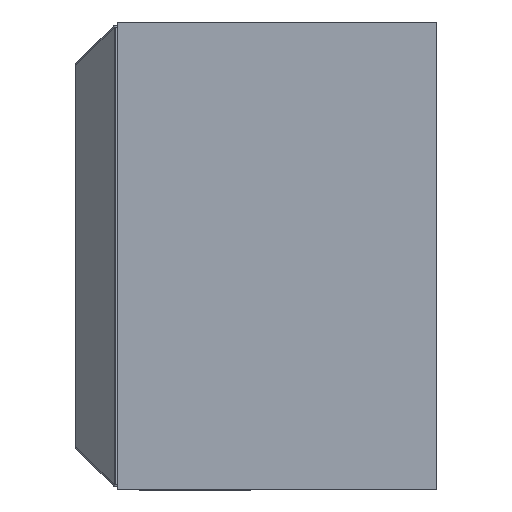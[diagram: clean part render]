
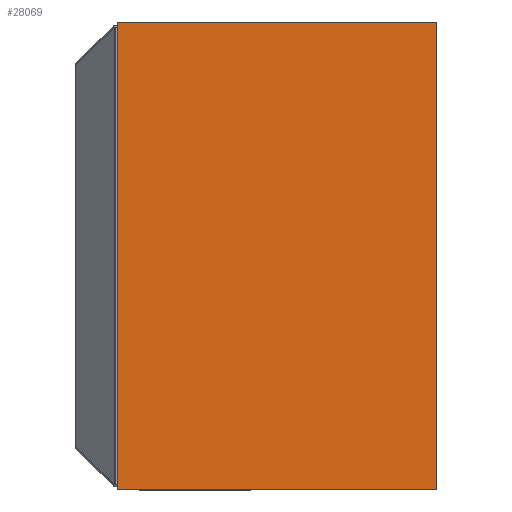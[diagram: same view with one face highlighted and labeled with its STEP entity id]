
A CAD part, left-side view. The second image highlights one B-rep face of the part: STEP entity #28069.
In plain terms, the highlighted planar face has unit normal (-1, 0, 0).
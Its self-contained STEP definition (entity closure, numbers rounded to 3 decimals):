
#147 = LINE ( 'NONE', #28730, #26935 ) ;
#705 = AXIS2_PLACEMENT_3D ( 'NONE', #23027, #30798, #13156 ) ;
#1373 = DIRECTION ( 'NONE',  ( 0., 0., 1. ) ) ;
#3565 = ORIENTED_EDGE ( 'NONE', *, *, #23595, .F. ) ;
#5099 = LINE ( 'NONE', #20815, #20676 ) ;
#6422 = EDGE_CURVE ( 'NONE', #16529, #31136, #16153, .T. ) ;
#7474 = DIRECTION ( 'NONE',  ( 0., -1., 0. ) ) ;
#8347 = CARTESIAN_POINT ( 'NONE',  ( -31.5, 15., -11. ) ) ;
#8659 = EDGE_CURVE ( 'NONE', #31136, #23081, #147, .T. ) ;
#11302 = CARTESIAN_POINT ( 'NONE',  ( -31.5, 15., -11. ) ) ;
#11499 = VECTOR ( 'NONE', #31551, 1000. ) ;
#11513 = ORIENTED_EDGE ( 'NONE', *, *, #6422, .T. ) ;
#13156 = DIRECTION ( 'NONE',  ( 0., 0., -1. ) ) ;
#14481 = VECTOR ( 'NONE', #7474, 1000. ) ;
#15760 = LINE ( 'NONE', #32060, #14481 ) ;
#16153 = LINE ( 'NONE', #11302, #11499 ) ;
#16529 = VERTEX_POINT ( 'NONE', #8347 ) ;
#17110 = CARTESIAN_POINT ( 'NONE',  ( -31.5, 0., 11. ) ) ;
#18221 = DIRECTION ( 'NONE',  ( 0., 0., 1. ) ) ;
#18884 = EDGE_LOOP ( 'NONE', ( #25981, #3565, #21817, #11513 ) ) ;
#20676 = VECTOR ( 'NONE', #18221, 1000. ) ;
#20815 = CARTESIAN_POINT ( 'NONE',  ( -31.5, 15., -11. ) ) ;
#21817 = ORIENTED_EDGE ( 'NONE', *, *, #24833, .F. ) ;
#22708 = CARTESIAN_POINT ( 'NONE',  ( -31.5, 15., 11. ) ) ;
#23027 = CARTESIAN_POINT ( 'NONE',  ( -31.5, 15., -11. ) ) ;
#23081 = VERTEX_POINT ( 'NONE', #17110 ) ;
#23595 = EDGE_CURVE ( 'NONE', #25759, #23081, #15760, .T. ) ;
#24833 = EDGE_CURVE ( 'NONE', #16529, #25759, #5099, .T. ) ;
#25759 = VERTEX_POINT ( 'NONE', #22708 ) ;
#25981 = ORIENTED_EDGE ( 'NONE', *, *, #8659, .T. ) ;
#26935 = VECTOR ( 'NONE', #1373, 1000. ) ;
#28069 = ADVANCED_FACE ( 'NONE', ( #32107 ), #30478, .F. ) ;
#28730 = CARTESIAN_POINT ( 'NONE',  ( -31.5, 0., -11. ) ) ;
#30208 = CARTESIAN_POINT ( 'NONE',  ( -31.5, 0., -11. ) ) ;
#30478 = PLANE ( 'NONE',  #705 ) ;
#30798 = DIRECTION ( 'NONE',  ( 1., 0., 0. ) ) ;
#31136 = VERTEX_POINT ( 'NONE', #30208 ) ;
#31551 = DIRECTION ( 'NONE',  ( 0., -1., 0. ) ) ;
#32060 = CARTESIAN_POINT ( 'NONE',  ( -31.5, 15., 11. ) ) ;
#32107 = FACE_OUTER_BOUND ( 'NONE', #18884, .T. ) ;
